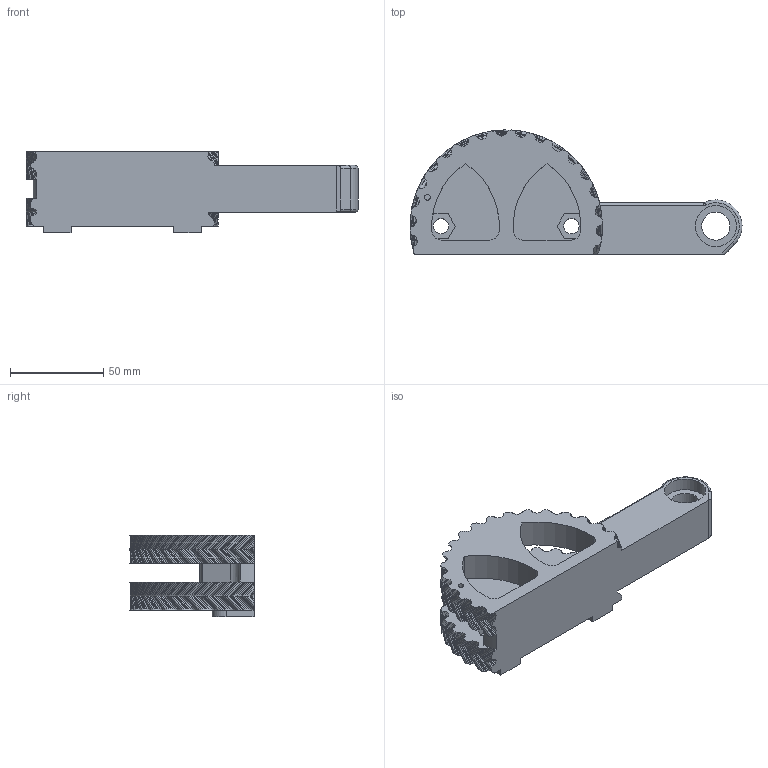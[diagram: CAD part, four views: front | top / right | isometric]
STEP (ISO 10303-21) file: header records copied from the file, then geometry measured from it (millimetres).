
FILE_DESCRIPTION((''),'2;1');
FILE_NAME('SLAVE ARM.ipt.step','2013-11-27T00:13:29',(''),(''),'Autodesk Inventor 2013','Autodesk Inventor 2013','');
FILE_SCHEMA(('AUTOMOTIVE_DESIGN { 1 0 10303 214 1 1 1 1 }'));
Length unit declared in the file: millimetre
Products named in the file (1): SLAVE ARM
Bounding box: 178.2 x 66.7 x 43.5 mm (x, y, z)
Volume: 180180.7 mm3; surface area: 42869.4 mm2
Topology: 1 solids, 1 shells, 1177 faces, 3027 edges, 1853 vertices
Faces by surface type: bspline 1110, plane 39, cylinder 24, torus 4
Full cylindrical faces by diameter (mm): 3.1 x1, 8.2 x2, 15.1 x1, 22.1 x2
Entity records: 49110 total; most frequent: CARTESIAN_POINT 26558, ORIENTED_EDGE 6036, EDGE_CURVE 3018, DIRECTION 1989, VERTEX_POINT 1850, VECTOR 1741, LINE 1741, B_SPLINE_CURVE_WITH_KNOTS 1221
